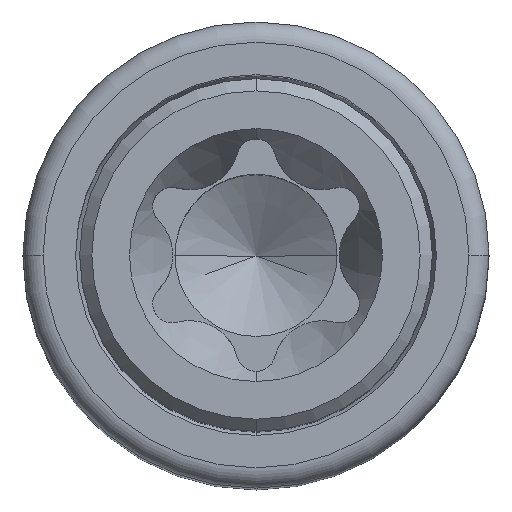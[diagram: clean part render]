
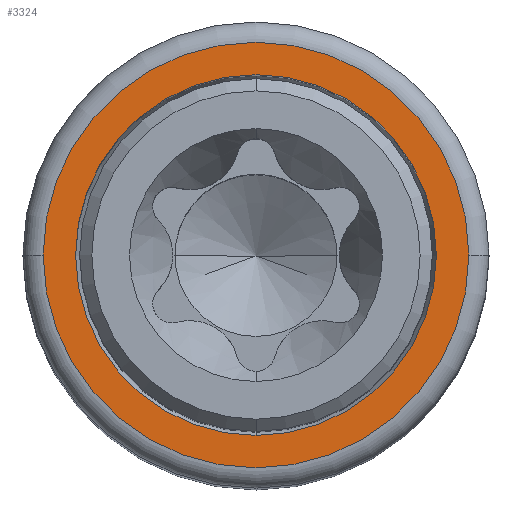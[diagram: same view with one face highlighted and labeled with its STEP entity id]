
A CAD part, top view. The second image highlights one B-rep face of the part: STEP entity #3324.
In plain terms, the highlighted face is planar.
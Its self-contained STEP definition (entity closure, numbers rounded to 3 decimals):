
#2784=CARTESIAN_POINT('',(0.,0.,-0.3));
#2785=DIRECTION('',(0.,0.,1.));
#2786=DIRECTION('',(1.,0.,0.));
#2787=AXIS2_PLACEMENT_3D('',#2784,#2785,#2786);
#2793=CARTESIAN_POINT('',(0.,0.,-0.3));
#2794=DIRECTION('',(0.,0.,1.));
#2795=DIRECTION('',(-1.,0.,0.));
#2796=AXIS2_PLACEMENT_3D('',#2793,#2794,#2795);
#2801=CARTESIAN_POINT('',(0.,0.,-0.3));
#2802=DIRECTION('',(0.,0.,-1.));
#2803=DIRECTION('',(-1.,0.,0.));
#2804=AXIS2_PLACEMENT_3D('',#2801,#2802,#2803);
#2809=CARTESIAN_POINT('',(0.,0.,-0.3));
#2810=DIRECTION('',(0.,0.,-1.));
#2811=DIRECTION('',(1.,0.,0.));
#2812=AXIS2_PLACEMENT_3D('',#2809,#2810,#2811);
#3235=CARTESIAN_POINT('',(4.45,0.,-0.3));
#3236=CARTESIAN_POINT('',(-4.45,0.,-0.3));
#3237=VERTEX_POINT('',#3235);
#3238=VERTEX_POINT('',#3236);
#3239=CARTESIAN_POINT('',(-5.25,0.,-0.3));
#3240=CARTESIAN_POINT('',(5.25,0.,-0.3));
#3241=VERTEX_POINT('',#3239);
#3242=VERTEX_POINT('',#3240);
#3307=CARTESIAN_POINT('',(0.,0.,-0.3));
#3308=DIRECTION('',(0.,0.,1.));
#3309=DIRECTION('',(1.,0.,0.));
#3310=AXIS2_PLACEMENT_3D('',#3307,#3308,#3309);
#3311=PLANE('',#3310);
#3313=ORIENTED_EDGE('',*,*,#3312,.F.);
#3315=ORIENTED_EDGE('',*,*,#3314,.F.);
#3316=EDGE_LOOP('',(#3313,#3315));
#3317=FACE_OUTER_BOUND('',#3316,.F.);
#3319=ORIENTED_EDGE('',*,*,#3318,.F.);
#3321=ORIENTED_EDGE('',*,*,#3320,.F.);
#3322=EDGE_LOOP('',(#3319,#3321));
#3323=FACE_BOUND('',#3322,.F.);
#3324=ADVANCED_FACE('',(#3317,#3323),#3311,.F.);
#2788=CIRCLE('',#2787,4.45);
#2797=CIRCLE('',#2796,4.45);
#2805=CIRCLE('',#2804,5.25);
#2813=CIRCLE('',#2812,5.25);
#3312=EDGE_CURVE('',#3241,#3242,#2805,.T.);
#3314=EDGE_CURVE('',#3242,#3241,#2813,.T.);
#3318=EDGE_CURVE('',#3237,#3238,#2788,.T.);
#3320=EDGE_CURVE('',#3238,#3237,#2797,.T.);
